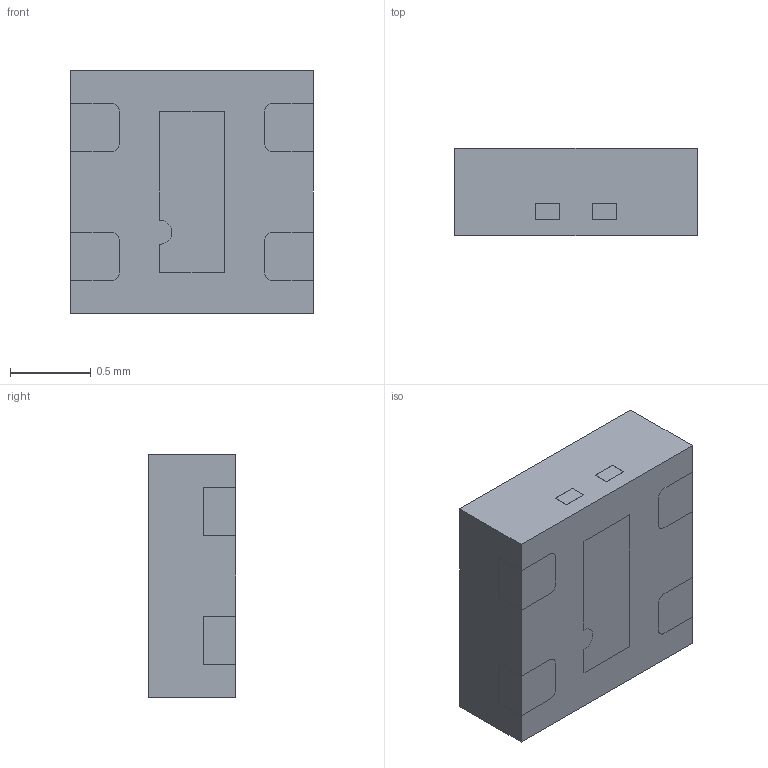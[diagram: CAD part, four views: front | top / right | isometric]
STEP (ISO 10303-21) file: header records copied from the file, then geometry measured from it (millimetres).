
FILE_DESCRIPTION (( 'STEP AP214' ), '1' );
FILE_NAME ('140509-03_Publikationsmodell SHT4x.STEP', '2021-11-16T11:59:30', ( '' ), ( '' ), 'SwSTEP 2.0', 'SolidWorks 2019', '' );
FILE_SCHEMA (( 'AUTOMOTIVE_DESIGN' ));
Length unit declared in the file: millimetre
Products named in the file (1): 140509-03_Publikationsmodell SHT4x
Bounding box: 1.5 x 0.54 x 1.5 mm (x, y, z)
Surface area: 10.9 mm2
Topology: 6 solids, 6 shells, 138 faces, 341 edges, 226 vertices
Faces by surface type: plane 105, bspline 16, cylinder 13, torus 4
Entity records: 6310 total; most frequent: CARTESIAN_POINT 1658, ORIENTED_EDGE 682, DIRECTION 589, EDGE_CURVE 341, VECTOR 275, LINE 275, VERTEX_POINT 226, AXIS2_PLACEMENT_3D 157
